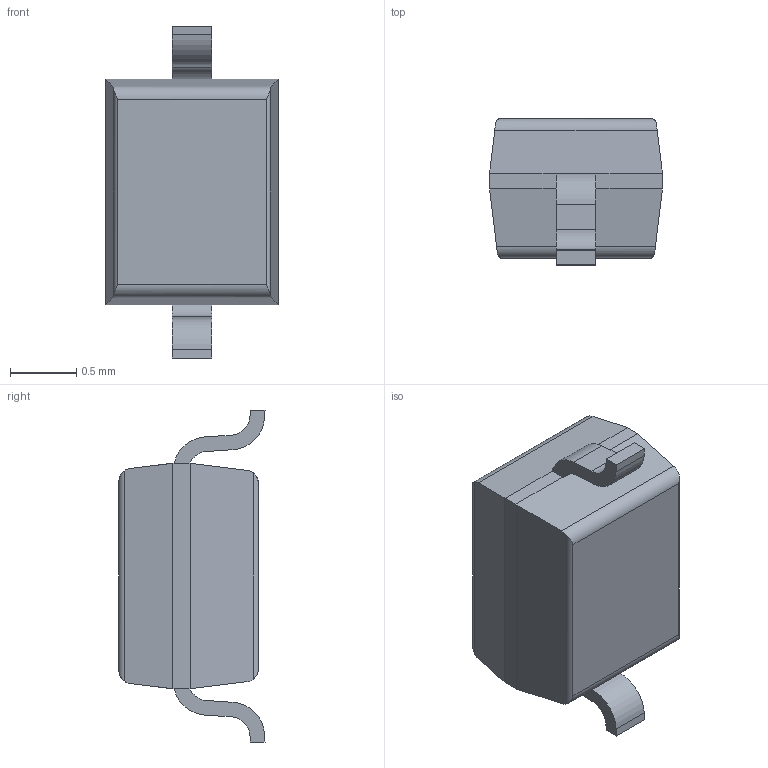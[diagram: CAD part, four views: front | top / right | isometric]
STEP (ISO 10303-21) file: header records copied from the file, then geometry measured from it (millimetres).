
FILE_DESCRIPTION(('STEP AP242'),'1');
FILE_NAME('1n4148ws-7-f.stp','2020-08-01T06:06:28',('TraceParts'),('TraceParts S.A.'),'Spatial InterOp 3D',' ',' ');
FILE_SCHEMA(('AP242_MANAGED_MODEL_BASED_3D_ENGINEERING_MIM_LF {1 0 10303 442 1 1 4}'));
Length unit declared in the file: millimetre
Products named in the file (1): 1n4148ws-7-f
Bounding box: 1.3 x 1.1 x 2.5 mm (x, y, z)
Volume: 2.2 mm3; surface area: 10.9 mm2
Topology: 1 solids, 1 shells, 46 faces, 128 edges, 84 vertices
Faces by surface type: plane 30, cylinder 16
Entity records: 1920 total; most frequent: CARTESIAN_POINT 347, ORIENTED_EDGE 256, DIRECTION 238, EDGE_CURVE 128, LINE 96, VECTOR 96, VERTEX_POINT 84, AXIS2_PLACEMENT_3D 71
